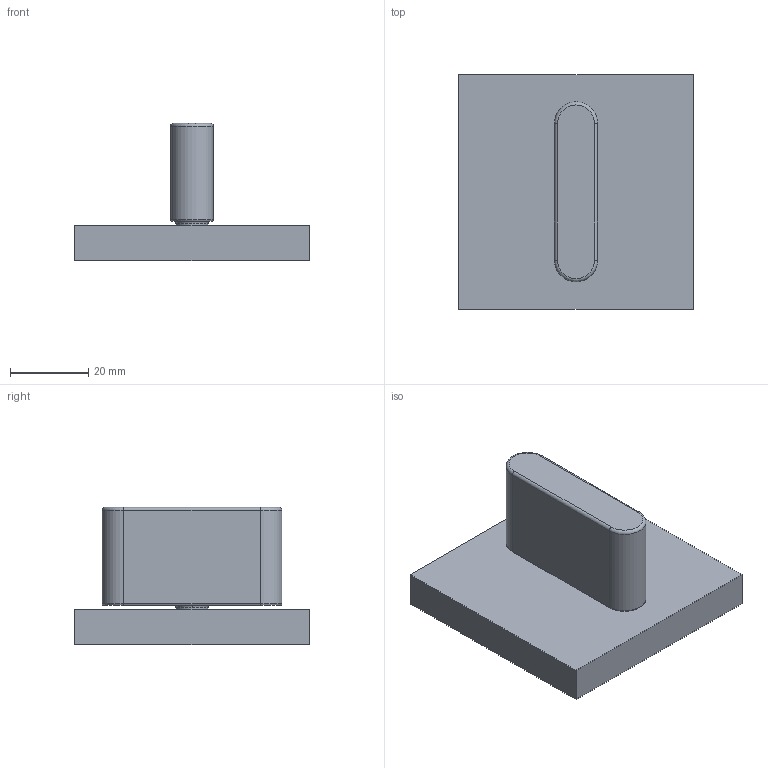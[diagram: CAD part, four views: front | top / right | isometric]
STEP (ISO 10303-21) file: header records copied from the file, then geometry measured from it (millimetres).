
FILE_DESCRIPTION (( 'STEP AP214' ), '1' );
FILE_NAME ('36200705.STEP', '2021-12-21T10:30:17', ( '' ), ( '' ), 'SwSTEP 2.0', 'SolidWorks 2020', '' );
FILE_SCHEMA (( 'AUTOMOTIVE_DESIGN' ));
Length unit declared in the file: millimetre
Products named in the file (3): Planungsmodell_Griff-+-09.20.70.051-01; Planungsmodell_Rosette-+-09.27.78.057.90-1_K1; 36200705
Assembly tree (2 placements, depth 2):
  36200705
    Planungsmodell_Rosette-+-09.27.78.057.90-1_K1
    Planungsmodell_Griff-+-09.20.70.051-01
Bounding box: 60 x 60 x 35.1 mm (x, y, z)
Volume: 44798.8 mm3; surface area: 12928.7 mm2
Topology: 2 solids, 2 shells, 25 faces, 50 edges, 30 vertices
Faces by surface type: plane 11, cylinder 8, torus 6
Entity records: 758 total; most frequent: DIRECTION 134, CARTESIAN_POINT 110, ORIENTED_EDGE 100, AXIS2_PLACEMENT_3D 54, EDGE_CURVE 50, VERTEX_POINT 30, EDGE_LOOP 26, VECTOR 26
